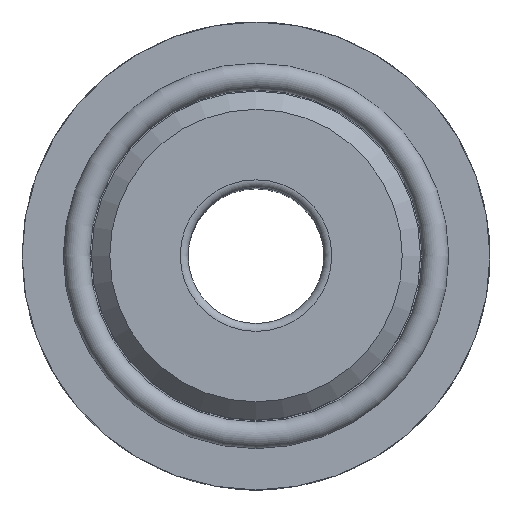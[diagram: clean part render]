
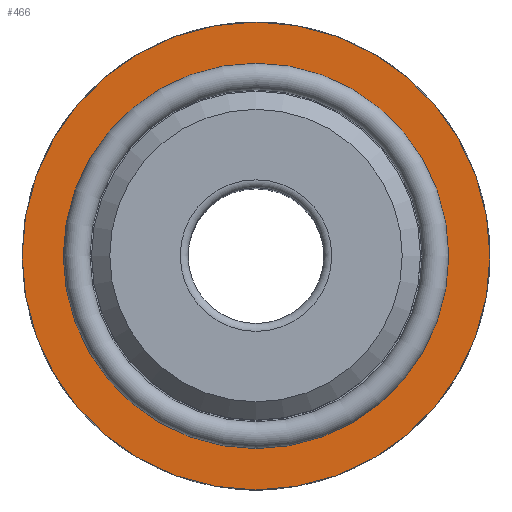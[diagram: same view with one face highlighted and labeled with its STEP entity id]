
A CAD part, top view. The second image highlights one B-rep face of the part: STEP entity #466.
In plain terms, the highlighted planar face has unit normal (0, 0, 1).
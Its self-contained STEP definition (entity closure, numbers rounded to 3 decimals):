
#29=PLANE('',#535);
#141=ORIENTED_EDGE('',*,*,#227,.F.);
#142=ORIENTED_EDGE('',*,*,#242,.T.);
#227=EDGE_CURVE('',#284,#284,#317,.T.);
#242=EDGE_CURVE('',#293,#293,#326,.T.);
#284=VERTEX_POINT('',#776);
#293=VERTEX_POINT('',#836);
#317=CIRCLE('',#517,14.9);
#326=CIRCLE('',#534,12.275);
#356=EDGE_LOOP('',(#141));
#357=EDGE_LOOP('',(#142));
#412=FACE_BOUND('',#356,.T.);
#413=FACE_BOUND('',#357,.T.);
#466=ADVANCED_FACE('',(#412,#413),#29,.F.);
#517=AXIS2_PLACEMENT_3D('',#775,#611,#612);
#534=AXIS2_PLACEMENT_3D('',#835,#645,#646);
#535=AXIS2_PLACEMENT_3D('',#837,#647,#648);
#611=DIRECTION('',(0.,0.,-1.));
#612=DIRECTION('',(-1.,0.,0.));
#645=DIRECTION('',(0.,0.,-1.));
#646=DIRECTION('',(-1.,0.,0.));
#647=DIRECTION('',(0.,0.,-1.));
#648=DIRECTION('',(-1.,0.,0.));
#775=CARTESIAN_POINT('',(0.,0.,0.));
#776=CARTESIAN_POINT('',(-14.9,0.,0.));
#835=CARTESIAN_POINT('',(0.,0.,0.));
#836=CARTESIAN_POINT('',(-12.275,0.,0.));
#837=CARTESIAN_POINT('',(0.,12.275,0.));
